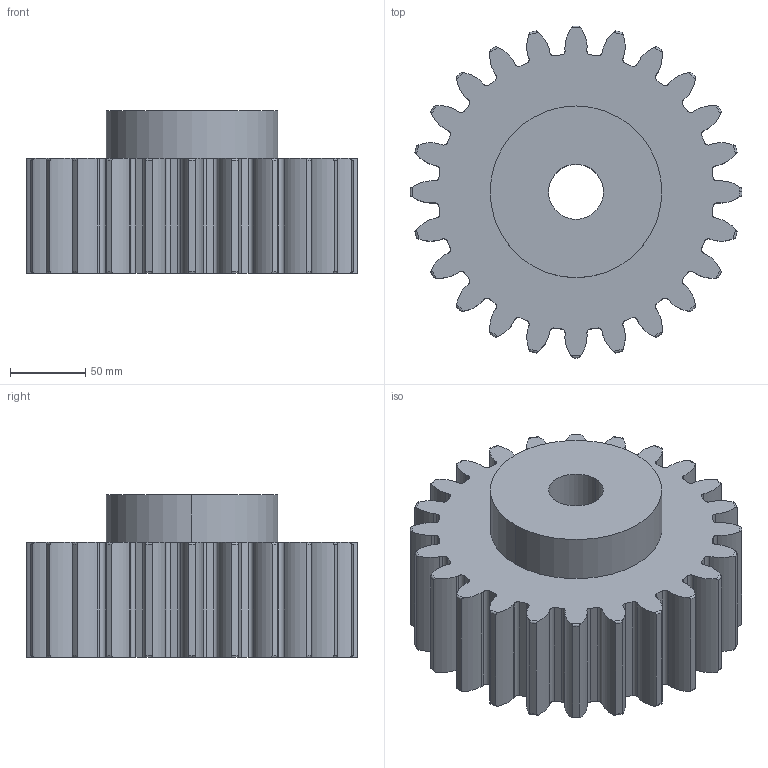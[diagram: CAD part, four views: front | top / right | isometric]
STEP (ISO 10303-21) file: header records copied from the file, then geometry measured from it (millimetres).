
FILE_DESCRIPTION (( 'STEP AP214' ), '1' );
FILE_NAME ('Martin Sprocket Gear-C324.STEP', '2018-12-21T03:48:04', ( '' ), ( '' ), 'SwSTEP 2.0', 'SolidWorks 2018', '' );
FILE_SCHEMA (( 'AUTOMOTIVE_DESIGN' ));
Length unit declared in the file: inch
Products named in the file (1): Martin Sprocket  Gear-C324
Bounding box: 220.12 x 220.11 x 107.95 mm (x, y, z)
Volume: 2632269.4 mm3; surface area: 180607.6 mm2
Topology: 1 solids, 1 shells, 226 faces, 668 edges, 445 vertices
Faces by surface type: cylinder 149, torus 50, plane 27
Entity records: 8643 total; most frequent: CARTESIAN_POINT 2396, DIRECTION 1377, ORIENTED_EDGE 1336, EDGE_CURVE 668, AXIS2_PLACEMENT_3D 578, VERTEX_POINT 445, CIRCLE 351, EDGE_LOOP 229
